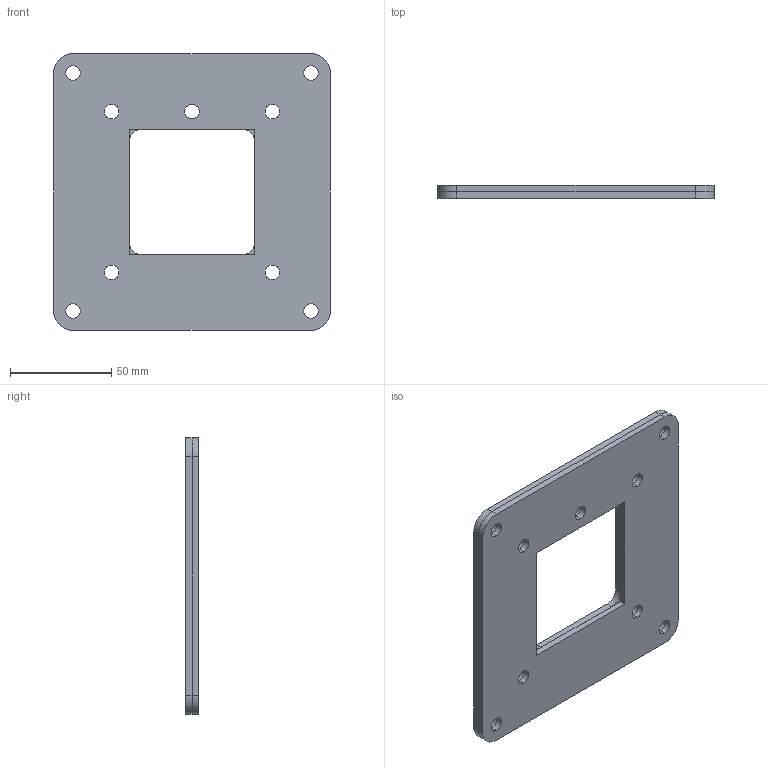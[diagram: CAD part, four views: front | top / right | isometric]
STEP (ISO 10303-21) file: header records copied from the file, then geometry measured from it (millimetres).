
FILE_DESCRIPTION (( 'STEP AP203' ), '1' );
FILE_NAME ('1487CRC.step', '2024-04-25T14:31:53', ( '' ), ( '' ), 'SwSTEP 2.0', 'SolidWorks 2023', '' );
FILE_SCHEMA (( 'CONFIG_CONTROL_DESIGN' ));
Length unit declared in the file: inch
Products named in the file (1): 1487CRC
Bounding box: 136.53 x 6.35 x 136.53 mm (x, y, z)
Volume: 89285.4 mm3; surface area: 65358.9 mm2
Topology: 3 solids, 3 shells, 100 faces, 282 edges, 188 vertices
Faces by surface type: cylinder 70, plane 30
Entity records: 3493 total; most frequent: DIRECTION 624, CARTESIAN_POINT 571, ORIENTED_EDGE 564, EDGE_CURVE 282, AXIS2_PLACEMENT_3D 241, VERTEX_POINT 188, EDGE_LOOP 156, VECTOR 142
